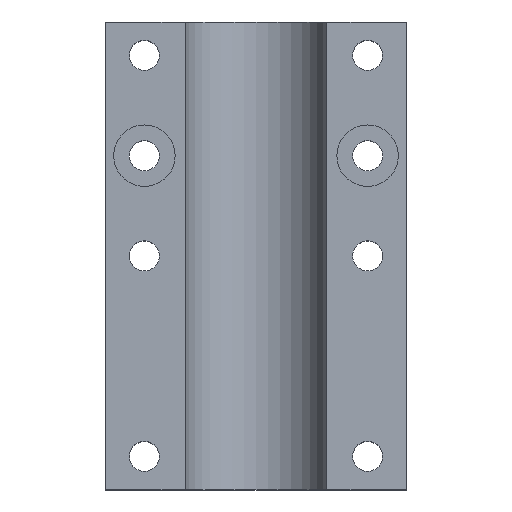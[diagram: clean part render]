
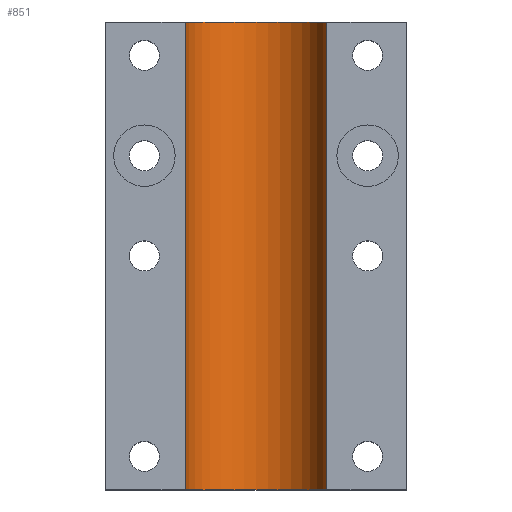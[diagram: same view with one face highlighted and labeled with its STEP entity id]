
A CAD part, top view. The second image highlights one B-rep face of the part: STEP entity #851.
In plain terms, the highlighted cylindrical face has radius 10.6 mm (diameter 21.2 mm), a partial arc.
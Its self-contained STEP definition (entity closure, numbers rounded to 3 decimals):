
#44 = PLANE('',#45);
#45 = AXIS2_PLACEMENT_3D('',#46,#47,#48);
#46 = CARTESIAN_POINT('',(22.5,35.,0.));
#47 = DIRECTION('',(0.,-1.,0.));
#48 = DIRECTION('',(-1.,0.,0.));
#72 = PLANE('',#73);
#73 = AXIS2_PLACEMENT_3D('',#74,#75,#76);
#74 = CARTESIAN_POINT('',(22.5,35.,15.));
#75 = DIRECTION('',(0.,0.,-1.));
#76 = DIRECTION('',(-1.,0.,0.));
#100 = PLANE('',#101);
#101 = AXIS2_PLACEMENT_3D('',#102,#103,#104);
#102 = CARTESIAN_POINT('',(-22.5,-35.,0.));
#103 = DIRECTION('',(0.,1.,0.));
#104 = DIRECTION('',(1.,0.,0.));
#141 = EDGE_CURVE('',#142,#144,#146,.T.);
#142 = VERTEX_POINT('',#143);
#143 = CARTESIAN_POINT('',(-10.6,35.,15.));
#144 = VERTEX_POINT('',#145);
#145 = CARTESIAN_POINT('',(10.6,35.,15.));
#146 = SURFACE_CURVE('',#147,(#152,#159),.PCURVE_S1.);
#147 = CIRCLE('',#148,10.6);
#148 = AXIS2_PLACEMENT_3D('',#149,#150,#151);
#149 = CARTESIAN_POINT('',(0.,35.,15.));
#150 = DIRECTION('',(0.,-1.,0.));
#151 = DIRECTION('',(0.,0.,-1.));
#152 = PCURVE('',#44,#153);
#153 = DEFINITIONAL_REPRESENTATION('',(#154),#158);
#154 = CIRCLE('',#155,10.6);
#155 = AXIS2_PLACEMENT_2D('',#156,#157);
#156 = CARTESIAN_POINT('',(22.5,-15.));
#157 = DIRECTION('',(0.,1.));
#158 = ( GEOMETRIC_REPRESENTATION_CONTEXT(2) 
PARAMETRIC_REPRESENTATION_CONTEXT() REPRESENTATION_CONTEXT('2D SPACE',''
  ) );
#159 = PCURVE('',#160,#165);
#160 = CYLINDRICAL_SURFACE('',#161,10.6);
#161 = AXIS2_PLACEMENT_3D('',#162,#163,#164);
#162 = CARTESIAN_POINT('',(0.,-35.,15.));
#163 = DIRECTION('',(0.,-1.,0.));
#164 = DIRECTION('',(1.,0.,0.));
#165 = DEFINITIONAL_REPRESENTATION('',(#166),#170);
#166 = LINE('',#167,#168);
#167 = CARTESIAN_POINT('',(-1.571,-70.));
#168 = VECTOR('',#169,1.);
#169 = DIRECTION('',(1.,0.));
#170 = ( GEOMETRIC_REPRESENTATION_CONTEXT(2) 
PARAMETRIC_REPRESENTATION_CONTEXT() REPRESENTATION_CONTEXT('2D SPACE',''
  ) );
#259 = PLANE('',#260);
#260 = AXIS2_PLACEMENT_3D('',#261,#262,#263);
#261 = CARTESIAN_POINT('',(22.5,35.,15.));
#262 = DIRECTION('',(0.,0.,-1.));
#263 = DIRECTION('',(-1.,0.,0.));
#299 = VERTEX_POINT('',#300);
#300 = CARTESIAN_POINT('',(-10.6,-35.,15.));
#321 = EDGE_CURVE('',#299,#322,#324,.T.);
#322 = VERTEX_POINT('',#323);
#323 = CARTESIAN_POINT('',(10.6,-35.,15.));
#324 = SURFACE_CURVE('',#325,(#330,#341),.PCURVE_S1.);
#325 = CIRCLE('',#326,10.6);
#326 = AXIS2_PLACEMENT_3D('',#327,#328,#329);
#327 = CARTESIAN_POINT('',(0.,-35.,15.));
#328 = DIRECTION('',(0.,-1.,0.));
#329 = DIRECTION('',(1.,0.,0.));
#330 = PCURVE('',#100,#331);
#331 = DEFINITIONAL_REPRESENTATION('',(#332),#340);
#332 = ( BOUNDED_CURVE() B_SPLINE_CURVE(2,(#333,#334,#335,#336,#337,#338
,#339),.UNSPECIFIED.,.F.,.F.) B_SPLINE_CURVE_WITH_KNOTS((1,2,2,2,2,1),(
    -2.094,0.,2.094,4.189,6.283,
8.378),.UNSPECIFIED.) CURVE() GEOMETRIC_REPRESENTATION_ITEM() 
RATIONAL_B_SPLINE_CURVE((1.,0.5,1.,0.5,1.,0.5,1.)) REPRESENTATION_ITEM(
  '') );
#333 = CARTESIAN_POINT('',(33.1,-15.));
#334 = CARTESIAN_POINT('',(33.1,-33.36));
#335 = CARTESIAN_POINT('',(17.2,-24.18));
#336 = CARTESIAN_POINT('',(1.3,-15.));
#337 = CARTESIAN_POINT('',(17.2,-5.82));
#338 = CARTESIAN_POINT('',(33.1,3.36));
#339 = CARTESIAN_POINT('',(33.1,-15.));
#340 = ( GEOMETRIC_REPRESENTATION_CONTEXT(2) 
PARAMETRIC_REPRESENTATION_CONTEXT() REPRESENTATION_CONTEXT('2D SPACE',''
  ) );
#341 = PCURVE('',#160,#342);
#342 = DEFINITIONAL_REPRESENTATION('',(#343),#347);
#343 = LINE('',#344,#345);
#344 = CARTESIAN_POINT('',(0.,0.));
#345 = VECTOR('',#346,1.);
#346 = DIRECTION('',(1.,0.));
#347 = ( GEOMETRIC_REPRESENTATION_CONTEXT(2) 
PARAMETRIC_REPRESENTATION_CONTEXT() REPRESENTATION_CONTEXT('2D SPACE',''
  ) );
#704 = EDGE_CURVE('',#142,#299,#705,.T.);
#705 = SURFACE_CURVE('',#706,(#710,#717),.PCURVE_S1.);
#706 = LINE('',#707,#708);
#707 = CARTESIAN_POINT('',(-10.6,-35.,15.));
#708 = VECTOR('',#709,1.);
#709 = DIRECTION('',(0.,-1.,0.));
#710 = PCURVE('',#72,#711);
#711 = DEFINITIONAL_REPRESENTATION('',(#712),#716);
#712 = LINE('',#713,#714);
#713 = CARTESIAN_POINT('',(33.1,-70.));
#714 = VECTOR('',#715,1.);
#715 = DIRECTION('',(0.,-1.));
#716 = ( GEOMETRIC_REPRESENTATION_CONTEXT(2) 
PARAMETRIC_REPRESENTATION_CONTEXT() REPRESENTATION_CONTEXT('2D SPACE',''
  ) );
#717 = PCURVE('',#160,#718);
#718 = DEFINITIONAL_REPRESENTATION('',(#719),#723);
#719 = LINE('',#720,#721);
#720 = CARTESIAN_POINT('',(3.142,0.));
#721 = VECTOR('',#722,1.);
#722 = DIRECTION('',(0.,1.));
#723 = ( GEOMETRIC_REPRESENTATION_CONTEXT(2) 
PARAMETRIC_REPRESENTATION_CONTEXT() REPRESENTATION_CONTEXT('2D SPACE',''
  ) );
#851 = ADVANCED_FACE('',(#852),#160,.F.);
#852 = FACE_BOUND('',#853,.F.);
#853 = EDGE_LOOP('',(#854,#855,#856,#877));
#854 = ORIENTED_EDGE('',*,*,#704,.F.);
#855 = ORIENTED_EDGE('',*,*,#141,.T.);
#856 = ORIENTED_EDGE('',*,*,#857,.F.);
#857 = EDGE_CURVE('',#322,#144,#858,.T.);
#858 = SURFACE_CURVE('',#859,(#863,#870),.PCURVE_S1.);
#859 = LINE('',#860,#861);
#860 = CARTESIAN_POINT('',(10.6,-35.,15.));
#861 = VECTOR('',#862,1.);
#862 = DIRECTION('',(0.,1.,0.));
#863 = PCURVE('',#160,#864);
#864 = DEFINITIONAL_REPRESENTATION('',(#865),#869);
#865 = LINE('',#866,#867);
#866 = CARTESIAN_POINT('',(6.283,0.));
#867 = VECTOR('',#868,1.);
#868 = DIRECTION('',(0.,-1.));
#869 = ( GEOMETRIC_REPRESENTATION_CONTEXT(2) 
PARAMETRIC_REPRESENTATION_CONTEXT() REPRESENTATION_CONTEXT('2D SPACE',''
  ) );
#870 = PCURVE('',#259,#871);
#871 = DEFINITIONAL_REPRESENTATION('',(#872),#876);
#872 = LINE('',#873,#874);
#873 = CARTESIAN_POINT('',(11.9,-70.));
#874 = VECTOR('',#875,1.);
#875 = DIRECTION('',(0.,1.));
#876 = ( GEOMETRIC_REPRESENTATION_CONTEXT(2) 
PARAMETRIC_REPRESENTATION_CONTEXT() REPRESENTATION_CONTEXT('2D SPACE',''
  ) );
#877 = ORIENTED_EDGE('',*,*,#321,.F.);
